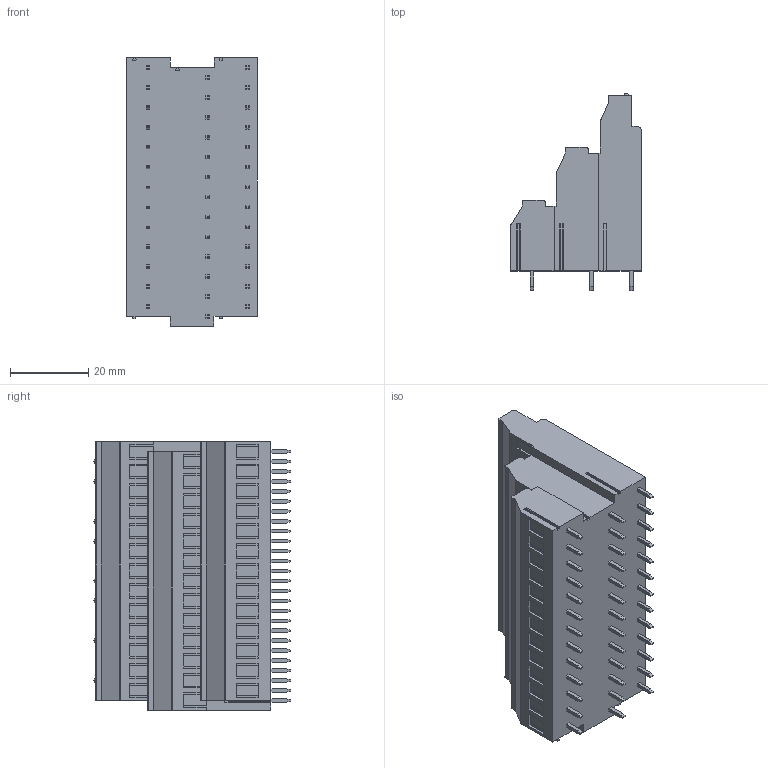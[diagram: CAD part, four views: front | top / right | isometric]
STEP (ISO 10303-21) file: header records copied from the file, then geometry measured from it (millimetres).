
FILE_DESCRIPTION((''),'2;1');
FILE_NAME('TL324VH3-XXP-XS','2025-01-09T17:13:52',('yanfa'),(''),'CREO PARAMETRIC BY PTC INC, 2018100','CREO PARAMETRIC BY PTC INC, 2018100','');
FILE_SCHEMA(('CONFIG_CONTROL_DESIGN','SHAPE_APPEARANCE_LAYERS_GROUPS'));
Length unit declared in the file: millimetre
Products named in the file (1): TL324VH3-XXP-XS
Bounding box: 33.4 x 50.3 x 68.58 mm (x, y, z)
Volume: 61905 mm3; surface area: 17351.5 mm2
Topology: 1 solids, 49 shells, 1637 faces, 4262 edges, 2806 vertices
Faces by surface type: plane 1361, cylinder 182, torus 78, sphere 16
Entity records: 49965 total; most frequent: CARTESIAN_POINT 9552, ORIENTED_EDGE 8492, DIRECTION 7992, EDGE_CURVE 4246, VECTOR 3458, LINE 3458, VERTEX_POINT 2806, AXIS2_PLACEMENT_3D 2267
